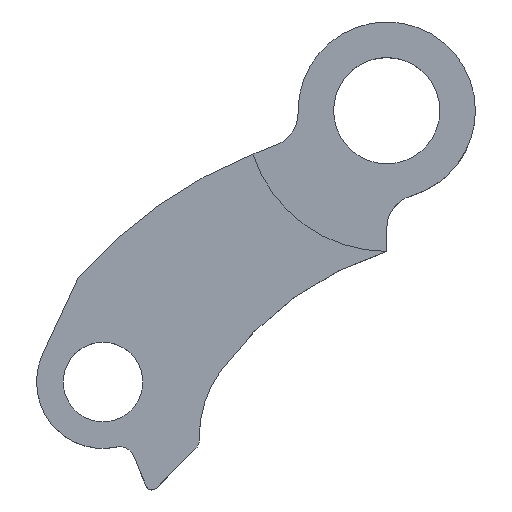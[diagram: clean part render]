
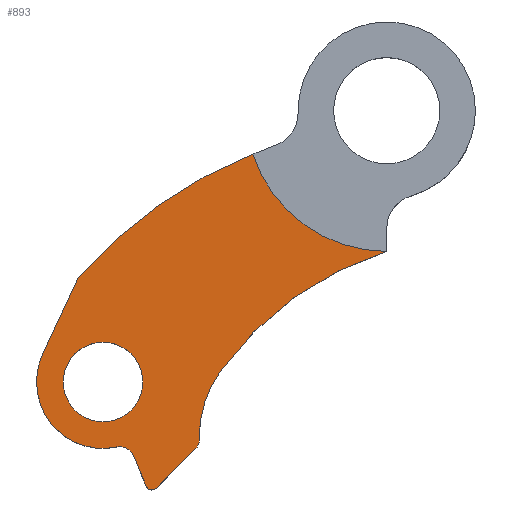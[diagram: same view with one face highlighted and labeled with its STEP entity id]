
A CAD part, top view. The second image highlights one B-rep face of the part: STEP entity #893.
In plain terms, the highlighted planar face has unit normal (0, 0, 1).
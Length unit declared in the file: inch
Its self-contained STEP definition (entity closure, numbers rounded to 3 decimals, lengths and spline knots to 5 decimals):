
#12 = CIRCLE ( 'NONE', #918, 0.625 ) ;
#18 = EDGE_CURVE ( 'NONE', #684, #444, #202, .T. ) ;
#19 = DIRECTION ( 'NONE',  ( 0., 0., 1. ) ) ;
#29 = CARTESIAN_POINT ( 'NONE',  ( 0., -0.625, 0.315 ) ) ;
#31 = DIRECTION ( 'NONE',  ( 1., 0., 0. ) ) ;
#32 = VECTOR ( 'NONE', #828, 39.37008 ) ;
#35 = CIRCLE ( 'NONE', #373, 0.295 ) ;
#58 = EDGE_CURVE ( 'NONE', #444, #684, #173, .T. ) ;
#69 = CIRCLE ( 'NONE', #683, 0.295 ) ;
#72 = CARTESIAN_POINT ( 'NONE',  ( -1.26, -1.205, 0.315 ) ) ;
#77 = EDGE_CURVE ( 'NONE', #468, #887, #171, .T. ) ;
#83 = DIRECTION ( 'NONE',  ( 0., 0., 1. ) ) ;
#91 = DIRECTION ( 'NONE',  ( 1., 0., 0. ) ) ;
#99 = DIRECTION ( 'NONE',  ( 0., 0., 1. ) ) ;
#100 = AXIS2_PLACEMENT_3D ( 'NONE', #879, #385, #658 ) ;
#103 = EDGE_CURVE ( 'NONE', #821, #408, #164, .T. ) ;
#110 = CIRCLE ( 'NONE', #740, 0.5 ) ;
#122 = DIRECTION ( 'NONE',  ( 1., 0., 0. ) ) ;
#131 = CARTESIAN_POINT ( 'NONE',  ( -0.833, 0., 0.315 ) ) ;
#137 = CIRCLE ( 'NONE', #316, 0.0275 ) ;
#142 = EDGE_CURVE ( 'NONE', #785, #819, #137, .T. ) ;
#146 = CARTESIAN_POINT ( 'NONE',  ( -1.18455, -1.557, 0.315 ) ) ;
#152 = CARTESIAN_POINT ( 'NONE',  ( -1.26, -1.205, 0.315 ) ) ;
#156 = VECTOR ( 'NONE', #786, 39.37008 ) ;
#158 = DIRECTION ( 'NONE',  ( 0., 0., 1. ) ) ;
#161 = VECTOR ( 'NONE', #359, 39.37008 ) ;
#164 = CIRCLE ( 'NONE', #100, 1.42929 ) ;
#165 = DIRECTION ( 'NONE',  ( 1., 0., 0. ) ) ;
#171 = LINE ( 'NONE', #131, #161 ) ;
#173 = CIRCLE ( 'NONE', #881, 0.177 ) ;
#187 = CARTESIAN_POINT ( 'NONE',  ( -0.883, -1.4644, 0.315 ) ) ;
#190 = AXIS2_PLACEMENT_3D ( 'NONE', #187, #628, #559 ) ;
#199 = CARTESIAN_POINT ( 'NONE',  ( 0.32605, -0.32605, 0.315 ) ) ;
#202 = CIRCLE ( 'NONE', #751, 0.177 ) ;
#207 = CARTESIAN_POINT ( 'NONE',  ( -1.04324, -1.65645, 0.315 ) ) ;
#209 = CARTESIAN_POINT ( 'NONE',  ( -0.333, -1.45008, 0.315 ) ) ;
#210 = DIRECTION ( 'NONE',  ( 0., 0., 1. ) ) ;
#224 = DIRECTION ( 'NONE',  ( 1., 0., 0. ) ) ;
#234 = CARTESIAN_POINT ( 'NONE',  ( -1.06864, -1.66698, 0.315 ) ) ;
#251 = LINE ( 'NONE', #595, #32 ) ;
#258 = AXIS2_PLACEMENT_3D ( 'NONE', #273, #307, #309 ) ;
#260 = CARTESIAN_POINT ( 'NONE',  ( -0.833, -1.45008, 0.315 ) ) ;
#269 = VECTOR ( 'NONE', #412, 39.37008 ) ;
#273 = CARTESIAN_POINT ( 'NONE',  ( 0., 0., 0.315 ) ) ;
#281 = CARTESIAN_POINT ( 'NONE',  ( -1.19817, -1.49345, 0.315 ) ) ;
#286 = EDGE_CURVE ( 'NONE', #408, #887, #110, .T. ) ;
#288 = CARTESIAN_POINT ( 'NONE',  ( -0.84764, -1.49975, 0.315 ) ) ;
#301 = PLANE ( 'NONE',  #258 ) ;
#307 = DIRECTION ( 'NONE',  ( 0., 0., 1. ) ) ;
#309 = DIRECTION ( 'NONE',  ( 1., 0., 0. ) ) ;
#316 = AXIS2_PLACEMENT_3D ( 'NONE', #207, #210, #224 ) ;
#319 = VERTEX_POINT ( 'NONE', #708 ) ;
#321 = EDGE_LOOP ( 'NONE', ( #784, #870, #800, #793, #795, #861, #794, #724, #878, #624, #702, #647, #617 ) ) ;
#336 = LINE ( 'NONE', #563, #269 ) ;
#338 = CARTESIAN_POINT ( 'NONE',  ( -1.3693, -0.74137, 0.315 ) ) ;
#346 = DIRECTION ( 'NONE',  ( 1., 0., 0. ) ) ;
#359 = DIRECTION ( 'NONE',  ( 0., 1., 0. ) ) ;
#373 = AXIS2_PLACEMENT_3D ( 'NONE', #704, #775, #633 ) ;
#375 = FACE_OUTER_BOUND ( 'NONE', #321, .T. ) ;
#381 = EDGE_CURVE ( 'NONE', #821, #682, #12, .T. ) ;
#385 = DIRECTION ( 'NONE',  ( 0., 0., 1. ) ) ;
#408 = VERTEX_POINT ( 'NONE', #762 ) ;
#412 = DIRECTION ( 'NONE',  ( -0.423, -0.906, 0. ) ) ;
#413 = EDGE_CURVE ( 'NONE', #425, #849, #336, .T. ) ;
#425 = VERTEX_POINT ( 'NONE', #338 ) ;
#428 = EDGE_CURVE ( 'NONE', #756, #468, #470, .T. ) ;
#440 = CARTESIAN_POINT ( 'NONE',  ( -1.437, -1.205, 0.315 ) ) ;
#444 = VERTEX_POINT ( 'NONE', #824 ) ;
#468 = VERTEX_POINT ( 'NONE', #882 ) ;
#470 = CIRCLE ( 'NONE', #190, 0.05 ) ;
#499 = EDGE_LOOP ( 'NONE', ( #803, #770 ) ) ;
#511 = CARTESIAN_POINT ( 'NONE',  ( -1.26, -1.205, 0.315 ) ) ;
#522 = CARTESIAN_POINT ( 'NONE',  ( -0.59442, -0.19311, 0.315 ) ) ;
#555 = DIRECTION ( 'NONE',  ( 1., 0., 0. ) ) ;
#559 = DIRECTION ( 'NONE',  ( 1., 0., 0. ) ) ;
#563 = CARTESIAN_POINT ( 'NONE',  ( -0.84078, 0.39206, 0.315 ) ) ;
#568 = CARTESIAN_POINT ( 'NONE',  ( -1.02379, -1.6759, 0.315 ) ) ;
#593 = CARTESIAN_POINT ( 'NONE',  ( 0.14031, -2.05326, 0.315 ) ) ;
#595 = CARTESIAN_POINT ( 'NONE',  ( -1.50151, -0.62195, 0.315 ) ) ;
#596 = EDGE_CURVE ( 'NONE', #849, #662, #69, .T. ) ;
#611 = EDGE_CURVE ( 'NONE', #819, #756, #668, .T. ) ;
#617 = ORIENTED_EDGE ( 'NONE', *, *, #286, .F. ) ;
#618 = AXIS2_PLACEMENT_3D ( 'NONE', #593, #19, #555 ) ;
#624 = ORIENTED_EDGE ( 'NONE', *, *, #611, .T. ) ;
#628 = DIRECTION ( 'NONE',  ( 0., 0., 1. ) ) ;
#633 = DIRECTION ( 'NONE',  ( 1., 0., 0. ) ) ;
#634 = CIRCLE ( 'NONE', #837, 0.065 ) ;
#643 = DIRECTION ( 'NONE',  ( 0., 0., 1. ) ) ;
#647 = ORIENTED_EDGE ( 'NONE', *, *, #77, .T. ) ;
#658 = DIRECTION ( 'NONE',  ( 1., 0., 0. ) ) ;
#662 = VERTEX_POINT ( 'NONE', #920 ) ;
#668 = LINE ( 'NONE', #199, #156 ) ;
#682 = VERTEX_POINT ( 'NONE', #522 ) ;
#683 = AXIS2_PLACEMENT_3D ( 'NONE', #511, #916, #846 ) ;
#684 = VERTEX_POINT ( 'NONE', #440 ) ;
#686 = EDGE_CURVE ( 'NONE', #662, #811, #35, .T. ) ;
#702 = ORIENTED_EDGE ( 'NONE', *, *, #428, .T. ) ;
#704 = CARTESIAN_POINT ( 'NONE',  ( -1.26, -1.205, 0.315 ) ) ;
#708 = CARTESIAN_POINT ( 'NONE',  ( -1.1245, -1.53213, 0.315 ) ) ;
#724 = ORIENTED_EDGE ( 'NONE', *, *, #815, .F. ) ;
#740 = AXIS2_PLACEMENT_3D ( 'NONE', #209, #643, #122 ) ;
#751 = AXIS2_PLACEMENT_3D ( 'NONE', #72, #83, #91 ) ;
#756 = VERTEX_POINT ( 'NONE', #288 ) ;
#762 = CARTESIAN_POINT ( 'NONE',  ( -0.73988, -1.15948, 0.315 ) ) ;
#770 = ORIENTED_EDGE ( 'NONE', *, *, #58, .F. ) ;
#775 = DIRECTION ( 'NONE',  ( 0., 0., 1. ) ) ;
#784 = ORIENTED_EDGE ( 'NONE', *, *, #103, .F. ) ;
#785 = VERTEX_POINT ( 'NONE', #234 ) ;
#786 = DIRECTION ( 'NONE',  ( 0.707, 0.707, 0. ) ) ;
#790 = CIRCLE ( 'NONE', #618, 2. ) ;
#793 = ORIENTED_EDGE ( 'NONE', *, *, #413, .T. ) ;
#794 = ORIENTED_EDGE ( 'NONE', *, *, #864, .F. ) ;
#795 = ORIENTED_EDGE ( 'NONE', *, *, #596, .T. ) ;
#800 = ORIENTED_EDGE ( 'NONE', *, *, #832, .T. ) ;
#803 = ORIENTED_EDGE ( 'NONE', *, *, #18, .F. ) ;
#811 = VERTEX_POINT ( 'NONE', #281 ) ;
#815 = EDGE_CURVE ( 'NONE', #785, #319, #251, .T. ) ;
#819 = VERTEX_POINT ( 'NONE', #568 ) ;
#821 = VERTEX_POINT ( 'NONE', #29 ) ;
#824 = CARTESIAN_POINT ( 'NONE',  ( -1.083, -1.205, 0.315 ) ) ;
#826 = DIRECTION ( 'NONE',  ( 0., 0., -1. ) ) ;
#828 = DIRECTION ( 'NONE',  ( -0.383, 0.924, 0. ) ) ;
#832 = EDGE_CURVE ( 'NONE', #682, #425, #790, .T. ) ;
#837 = AXIS2_PLACEMENT_3D ( 'NONE', #146, #99, #31 ) ;
#846 = DIRECTION ( 'NONE',  ( 1., 0., 0. ) ) ;
#849 = VERTEX_POINT ( 'NONE', #883 ) ;
#861 = ORIENTED_EDGE ( 'NONE', *, *, #686, .T. ) ;
#864 = EDGE_CURVE ( 'NONE', #319, #811, #634, .T. ) ;
#870 = ORIENTED_EDGE ( 'NONE', *, *, #381, .T. ) ;
#878 = ORIENTED_EDGE ( 'NONE', *, *, #142, .T. ) ;
#879 = CARTESIAN_POINT ( 'NONE',  ( 0.42321, -1.99019, 0.315 ) ) ;
#881 = AXIS2_PLACEMENT_3D ( 'NONE', #152, #158, #165 ) ;
#882 = CARTESIAN_POINT ( 'NONE',  ( -0.833, -1.4644, 0.315 ) ) ;
#883 = CARTESIAN_POINT ( 'NONE',  ( -1.52736, -1.08033, 0.315 ) ) ;
#887 = VERTEX_POINT ( 'NONE', #260 ) ;
#893 = ADVANCED_FACE ( 'NONE', ( #897, #375 ), #301, .T. ) ;
#894 = CARTESIAN_POINT ( 'NONE',  ( 0., 0., 0.315 ) ) ;
#897 = FACE_BOUND ( 'NONE', #499, .T. ) ;
#916 = DIRECTION ( 'NONE',  ( 0., 0., 1. ) ) ;
#918 = AXIS2_PLACEMENT_3D ( 'NONE', #894, #826, #346 ) ;
#920 = CARTESIAN_POINT ( 'NONE',  ( -1.555, -1.205, 0.315 ) ) ;
